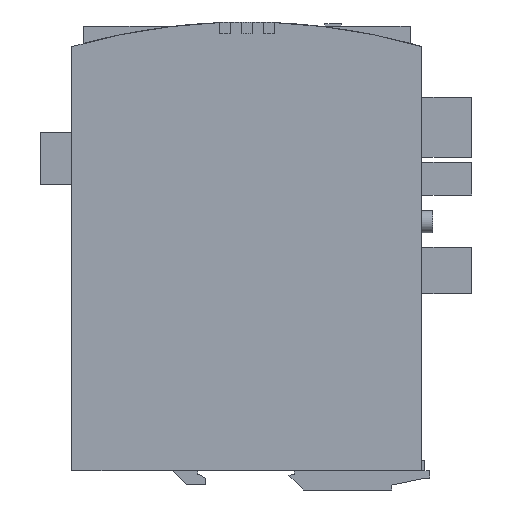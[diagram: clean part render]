
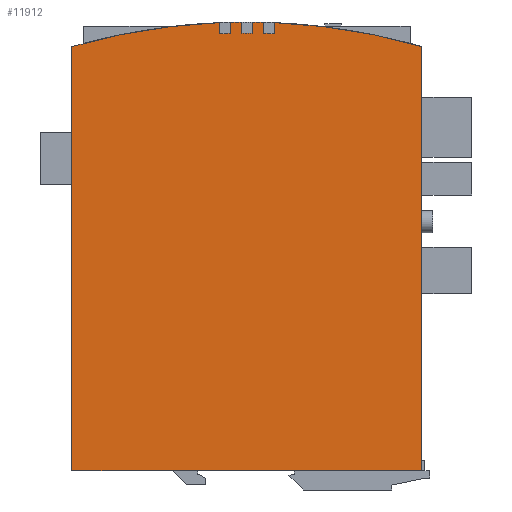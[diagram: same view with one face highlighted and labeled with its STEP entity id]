
A CAD part, left-side view. The second image highlights one B-rep face of the part: STEP entity #11912.
In plain terms, the highlighted planar face has unit normal (-1, 0, 0).
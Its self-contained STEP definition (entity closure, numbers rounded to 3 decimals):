
#31 = CARTESIAN_POINT ( 'NONE',  ( -20., 0., -210. ) ) ;
#64 = DIRECTION ( 'NONE',  ( 1., 0., 0. ) ) ;
#158 = DIRECTION ( 'NONE',  ( 0., 0., 1. ) ) ;
#543 = CARTESIAN_POINT ( 'NONE',  ( -20., 63.25, -142.2 ) ) ;
#1200 = CARTESIAN_POINT ( 'NONE',  ( -20., 0., -210. ) ) ;
#1690 = VECTOR ( 'NONE', #5931, 1000. ) ;
#1718 = CIRCLE ( 'NONE', #24188, 230. ) ;
#1830 = VERTEX_POINT ( 'NONE', #27415 ) ;
#1988 = CIRCLE ( 'NONE', #22172, 230. ) ;
#2349 = CIRCLE ( 'NONE', #12907, 226. ) ;
#2489 = VECTOR ( 'NONE', #13294, 1000. ) ;
#2718 = EDGE_CURVE ( 'NONE', #5186, #8610, #23033, .T. ) ;
#2837 = CARTESIAN_POINT ( 'NONE',  ( -20., 0., -210. ) ) ;
#2907 = PLANE ( 'NONE',  #28336 ) ;
#3078 = EDGE_CURVE ( 'NONE', #14283, #3677, #1718, .T. ) ;
#3463 = EDGE_CURVE ( 'NONE', #21813, #9064, #5324, .T. ) ;
#3482 = CARTESIAN_POINT ( 'NONE',  ( -20., 63.25, -142.2 ) ) ;
#3635 = CARTESIAN_POINT ( 'NONE',  ( -20., 0., -210. ) ) ;
#3641 = CARTESIAN_POINT ( 'NONE',  ( -20., 63.25, 11.132 ) ) ;
#3677 = VERTEX_POINT ( 'NONE', #7111 ) ;
#3753 = VERTEX_POINT ( 'NONE', #27963 ) ;
#4325 = EDGE_CURVE ( 'NONE', #12121, #9549, #15445, .T. ) ;
#4397 = EDGE_CURVE ( 'NONE', #19112, #21813, #6769, .T. ) ;
#4492 = EDGE_CURVE ( 'NONE', #9167, #5186, #13374, .T. ) ;
#4518 = DIRECTION ( 'NONE',  ( 0., 0., 1. ) ) ;
#4551 = EDGE_CURVE ( 'NONE', #6134, #10126, #18943, .T. ) ;
#4600 = CARTESIAN_POINT ( 'NONE',  ( -20., 0., -210. ) ) ;
#4800 = CARTESIAN_POINT ( 'NONE',  ( -20., 10., 15.779 ) ) ;
#5155 = AXIS2_PLACEMENT_3D ( 'NONE', #10067, #5898, #27608 ) ;
#5186 = VERTEX_POINT ( 'NONE', #26805 ) ;
#5324 = CIRCLE ( 'NONE', #23295, 230. ) ;
#5325 = CARTESIAN_POINT ( 'NONE',  ( -20., -2., 19.991 ) ) ;
#5646 = DIRECTION ( 'NONE',  ( 1., 0., 0. ) ) ;
#5898 = DIRECTION ( 'NONE',  ( 1., 0., 0. ) ) ;
#5931 = DIRECTION ( 'NONE',  ( 0., 1., 0. ) ) ;
#6078 = EDGE_CURVE ( 'NONE', #15702, #22136, #1988, .T. ) ;
#6134 = VERTEX_POINT ( 'NONE', #27132 ) ;
#6635 = CARTESIAN_POINT ( 'NONE',  ( -20., -6., 15.92 ) ) ;
#6769 = LINE ( 'NONE', #18110, #28120 ) ;
#7045 = CARTESIAN_POINT ( 'NONE',  ( -20., -63.25, -142.2 ) ) ;
#7111 = CARTESIAN_POINT ( 'NONE',  ( -20., 10., 19.783 ) ) ;
#7143 = ORIENTED_EDGE ( 'NONE', *, *, #16971, .F. ) ;
#7320 = ORIENTED_EDGE ( 'NONE', *, *, #6078, .F. ) ;
#7661 = EDGE_CURVE ( 'NONE', #3677, #1830, #25955, .T. ) ;
#8070 = CARTESIAN_POINT ( 'NONE',  ( -20., -6., 19.922 ) ) ;
#8148 = VECTOR ( 'NONE', #15546, 1000. ) ;
#8336 = ORIENTED_EDGE ( 'NONE', *, *, #26836, .F. ) ;
#8381 = LINE ( 'NONE', #27941, #16471 ) ;
#8610 = VERTEX_POINT ( 'NONE', #11764 ) ;
#8743 = EDGE_CURVE ( 'NONE', #22136, #12121, #15455, .T. ) ;
#8796 = CARTESIAN_POINT ( 'NONE',  ( -20., -10., 15.779 ) ) ;
#8819 = CARTESIAN_POINT ( 'NONE',  ( -20., -10., 19.783 ) ) ;
#9064 = VERTEX_POINT ( 'NONE', #21621 ) ;
#9167 = VERTEX_POINT ( 'NONE', #9515 ) ;
#9341 = ORIENTED_EDGE ( 'NONE', *, *, #2718, .F. ) ;
#9515 = CARTESIAN_POINT ( 'NONE',  ( -20., -63.25, 11.132 ) ) ;
#9549 = VERTEX_POINT ( 'NONE', #17273 ) ;
#9667 = DIRECTION ( 'NONE',  ( 1., 0., 0. ) ) ;
#10067 = CARTESIAN_POINT ( 'NONE',  ( -20., 0., -210. ) ) ;
#10126 = VERTEX_POINT ( 'NONE', #27261 ) ;
#10341 = DIRECTION ( 'NONE',  ( 0., 0., -1. ) ) ;
#10383 = EDGE_LOOP ( 'NONE', ( #20234, #14317, #14564, #8336, #9341, #26556, #7143, #13343, #11846, #16926, #7320, #28286, #17988, #19647, #26214, #24500, #12888 ) ) ;
#10408 = AXIS2_PLACEMENT_3D ( 'NONE', #31, #21597, #158 ) ;
#10954 = CARTESIAN_POINT ( 'NONE',  ( -20., 6., 15.92 ) ) ;
#11274 = CARTESIAN_POINT ( 'NONE',  ( -20., -6., 15.92 ) ) ;
#11329 = DIRECTION ( 'NONE',  ( 0., 0., 1. ) ) ;
#11764 = CARTESIAN_POINT ( 'NONE',  ( -20., 63.25, -142.2 ) ) ;
#11846 = ORIENTED_EDGE ( 'NONE', *, *, #4325, .F. ) ;
#11912 = ADVANCED_FACE ( 'NONE', ( #22601 ), #2907, .F. ) ;
#11952 = EDGE_CURVE ( 'NONE', #9064, #6134, #18880, .T. ) ;
#12106 = EDGE_CURVE ( 'NONE', #9549, #25896, #17701, .T. ) ;
#12121 = VERTEX_POINT ( 'NONE', #6635 ) ;
#12782 = CARTESIAN_POINT ( 'NONE',  ( -20., 0., -210. ) ) ;
#12888 = ORIENTED_EDGE ( 'NONE', *, *, #4397, .F. ) ;
#12907 = AXIS2_PLACEMENT_3D ( 'NONE', #20176, #64, #4518 ) ;
#13220 = DIRECTION ( 'NONE',  ( 0., 0., 1. ) ) ;
#13294 = DIRECTION ( 'NONE',  ( 0., 0., -1. ) ) ;
#13343 = ORIENTED_EDGE ( 'NONE', *, *, #12106, .F. ) ;
#13374 = LINE ( 'NONE', #7045, #16177 ) ;
#13477 = LINE ( 'NONE', #543, #23382 ) ;
#13492 = DIRECTION ( 'NONE',  ( 1., 0., 0. ) ) ;
#13840 = DIRECTION ( 'NONE',  ( 0., 0., -1. ) ) ;
#14283 = VERTEX_POINT ( 'NONE', #3641 ) ;
#14317 = ORIENTED_EDGE ( 'NONE', *, *, #7661, .F. ) ;
#14564 = ORIENTED_EDGE ( 'NONE', *, *, #3078, .F. ) ;
#14835 = CARTESIAN_POINT ( 'NONE',  ( -20., 2., 15.991 ) ) ;
#15133 = DIRECTION ( 'NONE',  ( 0., 0., 1. ) ) ;
#15377 = EDGE_CURVE ( 'NONE', #3753, #15702, #8381, .T. ) ;
#15445 = CIRCLE ( 'NONE', #10408, 226. ) ;
#15455 = LINE ( 'NONE', #11274, #2489 ) ;
#15546 = DIRECTION ( 'NONE',  ( 0., 0., 1. ) ) ;
#15702 = VERTEX_POINT ( 'NONE', #5325 ) ;
#15919 = VECTOR ( 'NONE', #21314, 1000. ) ;
#16058 = CIRCLE ( 'NONE', #22963, 230. ) ;
#16066 = DIRECTION ( 'NONE',  ( 0., 0., -1. ) ) ;
#16177 = VECTOR ( 'NONE', #24431, 1000. ) ;
#16471 = VECTOR ( 'NONE', #15133, 1000. ) ;
#16691 = DIRECTION ( 'NONE',  ( 1., 0., 0. ) ) ;
#16843 = CARTESIAN_POINT ( 'NONE',  ( -20., 0., -210. ) ) ;
#16926 = ORIENTED_EDGE ( 'NONE', *, *, #8743, .F. ) ;
#16971 = EDGE_CURVE ( 'NONE', #25896, #9167, #16058, .T. ) ;
#17160 = EDGE_CURVE ( 'NONE', #1830, #19112, #17920, .T. ) ;
#17273 = CARTESIAN_POINT ( 'NONE',  ( -20., -10., 15.779 ) ) ;
#17701 = LINE ( 'NONE', #8796, #8148 ) ;
#17728 = EDGE_CURVE ( 'NONE', #10126, #3753, #2349, .T. ) ;
#17920 = CIRCLE ( 'NONE', #27554, 226. ) ;
#17988 = ORIENTED_EDGE ( 'NONE', *, *, #17728, .F. ) ;
#18110 = CARTESIAN_POINT ( 'NONE',  ( -20., 6., 15.92 ) ) ;
#18880 = LINE ( 'NONE', #14835, #15919 ) ;
#18943 = CIRCLE ( 'NONE', #5155, 226. ) ;
#19112 = VERTEX_POINT ( 'NONE', #10954 ) ;
#19647 = ORIENTED_EDGE ( 'NONE', *, *, #4551, .F. ) ;
#20176 = CARTESIAN_POINT ( 'NONE',  ( -20., 0., -210. ) ) ;
#20234 = ORIENTED_EDGE ( 'NONE', *, *, #17160, .F. ) ;
#21314 = DIRECTION ( 'NONE',  ( 0., 0., -1. ) ) ;
#21357 = CARTESIAN_POINT ( 'NONE',  ( -20., 6., 19.922 ) ) ;
#21597 = DIRECTION ( 'NONE',  ( 1., 0., 0. ) ) ;
#21621 = CARTESIAN_POINT ( 'NONE',  ( -20., 2., 19.991 ) ) ;
#21813 = VERTEX_POINT ( 'NONE', #21357 ) ;
#22136 = VERTEX_POINT ( 'NONE', #8070 ) ;
#22148 = DIRECTION ( 'NONE',  ( 0., 0., 1. ) ) ;
#22172 = AXIS2_PLACEMENT_3D ( 'NONE', #2837, #22261, #16066 ) ;
#22261 = DIRECTION ( 'NONE',  ( 1., 0., 0. ) ) ;
#22601 = FACE_OUTER_BOUND ( 'NONE', #10383, .T. ) ;
#22893 = DIRECTION ( 'NONE',  ( 0., 0., -1. ) ) ;
#22963 = AXIS2_PLACEMENT_3D ( 'NONE', #16843, #16691, #25461 ) ;
#23033 = LINE ( 'NONE', #3482, #1690 ) ;
#23295 = AXIS2_PLACEMENT_3D ( 'NONE', #12782, #28308, #10341 ) ;
#23382 = VECTOR ( 'NONE', #11329, 1000. ) ;
#24188 = AXIS2_PLACEMENT_3D ( 'NONE', #3635, #9667, #22893 ) ;
#24431 = DIRECTION ( 'NONE',  ( 0., 0., -1. ) ) ;
#24500 = ORIENTED_EDGE ( 'NONE', *, *, #3463, .F. ) ;
#25461 = DIRECTION ( 'NONE',  ( 0., 0., -1. ) ) ;
#25896 = VERTEX_POINT ( 'NONE', #8819 ) ;
#25955 = LINE ( 'NONE', #4800, #27715 ) ;
#26214 = ORIENTED_EDGE ( 'NONE', *, *, #11952, .F. ) ;
#26556 = ORIENTED_EDGE ( 'NONE', *, *, #4492, .F. ) ;
#26805 = CARTESIAN_POINT ( 'NONE',  ( -20., -63.25, -142.2 ) ) ;
#26836 = EDGE_CURVE ( 'NONE', #8610, #14283, #13477, .T. ) ;
#27132 = CARTESIAN_POINT ( 'NONE',  ( -20., 2., 15.991 ) ) ;
#27261 = CARTESIAN_POINT ( 'NONE',  ( -20., 0., 16. ) ) ;
#27415 = CARTESIAN_POINT ( 'NONE',  ( -20., 10., 15.779 ) ) ;
#27508 = DIRECTION ( 'NONE',  ( 0., 0., -1. ) ) ;
#27554 = AXIS2_PLACEMENT_3D ( 'NONE', #4600, #13492, #13220 ) ;
#27608 = DIRECTION ( 'NONE',  ( 0., 0., 1. ) ) ;
#27715 = VECTOR ( 'NONE', #13840, 1000. ) ;
#27941 = CARTESIAN_POINT ( 'NONE',  ( -20., -2., 15.991 ) ) ;
#27963 = CARTESIAN_POINT ( 'NONE',  ( -20., -2., 15.991 ) ) ;
#28120 = VECTOR ( 'NONE', #22148, 1000. ) ;
#28286 = ORIENTED_EDGE ( 'NONE', *, *, #15377, .F. ) ;
#28308 = DIRECTION ( 'NONE',  ( 1., 0., 0. ) ) ;
#28336 = AXIS2_PLACEMENT_3D ( 'NONE', #1200, #5646, #27508 ) ;
